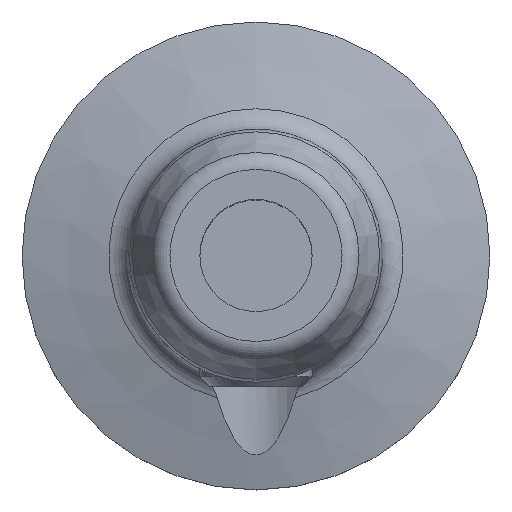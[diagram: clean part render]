
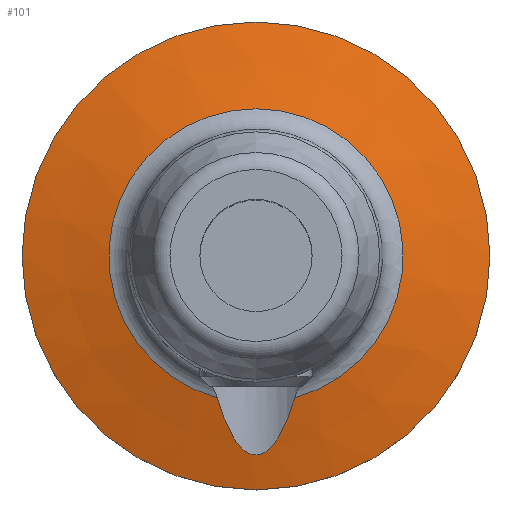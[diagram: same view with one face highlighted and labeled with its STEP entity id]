
A CAD part, top view. The second image highlights one B-rep face of the part: STEP entity #101.
In plain terms, the highlighted conical face has half-angle 75 degrees and reference radius 13.5 mm.
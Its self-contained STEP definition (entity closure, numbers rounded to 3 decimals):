
#45=B_SPLINE_CURVE_WITH_KNOTS('',3,(#421,#422,#423,#424,#425,#426,#427,
#428,#429,#430,#431,#432,#433,#434),.UNSPECIFIED.,.F.,.F.,(4,2,2,2,2,2,
4),(0.,0.25,0.375,0.5,0.625,0.75,1.),.UNSPECIFIED.);
#50=CONICAL_SURFACE('',#289,13.5,75.);
#72=FACE_BOUND('',#139,.T.);
#73=FACE_BOUND('',#140,.T.);
#101=ADVANCED_FACE('',(#72,#73),#50,.T.);
#139=EDGE_LOOP('',(#177,#178));
#140=EDGE_LOOP('',(#179));
#177=ORIENTED_EDGE('',*,*,#238,.T.);
#178=ORIENTED_EDGE('',*,*,#239,.T.);
#179=ORIENTED_EDGE('',*,*,#237,.F.);
#216=VERTEX_POINT('',#416);
#217=VERTEX_POINT('',#419);
#218=VERTEX_POINT('',#420);
#237=EDGE_CURVE('',#216,#216,#260,.T.);
#238=EDGE_CURVE('',#217,#218,#261,.T.);
#239=EDGE_CURVE('',#218,#217,#45,.T.);
#260=CIRCLE('',#286,25.);
#261=CIRCLE('',#288,15.724);
#286=AXIS2_PLACEMENT_3D('',#415,#340,#341);
#288=AXIS2_PLACEMENT_3D('',#418,#344,#345);
#289=AXIS2_PLACEMENT_3D('',#435,#346,#347);
#340=DIRECTION('',(0.,0.,-1.));
#341=DIRECTION('',(0.,1.,0.));
#344=DIRECTION('',(0.,0.,-1.));
#345=DIRECTION('',(0.,1.,0.));
#346=DIRECTION('',(0.,0.,-1.));
#347=DIRECTION('',(0.,1.,0.));
#415=CARTESIAN_POINT('',(0.,0.,5.));
#416=CARTESIAN_POINT('',(0.,25.,5.));
#418=CARTESIAN_POINT('',(0.,0.,7.486));
#419=CARTESIAN_POINT('',(-4.136,-15.17,7.486));
#420=CARTESIAN_POINT('',(4.136,-15.17,7.486));
#421=CARTESIAN_POINT('',(4.136,-15.17,7.486));
#422=CARTESIAN_POINT('',(3.781,-16.4,7.193));
#423=CARTESIAN_POINT('',(3.365,-17.607,6.9));
#424=CARTESIAN_POINT('',(2.472,-19.325,6.479));
#425=CARTESIAN_POINT('',(2.137,-19.873,6.345));
#426=CARTESIAN_POINT('',(1.266,-20.83,6.108));
#427=CARTESIAN_POINT('',(0.673,-21.264,6.001));
#428=CARTESIAN_POINT('',(-0.653,-21.272,5.999));
#429=CARTESIAN_POINT('',(-1.243,-20.85,6.104));
#430=CARTESIAN_POINT('',(-2.129,-19.886,6.341));
#431=CARTESIAN_POINT('',(-2.466,-19.335,6.477));
#432=CARTESIAN_POINT('',(-3.356,-17.628,6.895));
#433=CARTESIAN_POINT('',(-3.779,-16.404,7.192));
#434=CARTESIAN_POINT('',(-4.136,-15.17,7.486));
#435=CARTESIAN_POINT('',(0.,0.,8.081));
